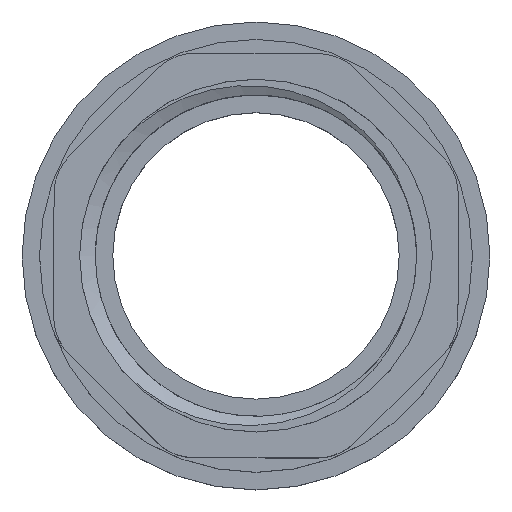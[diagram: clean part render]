
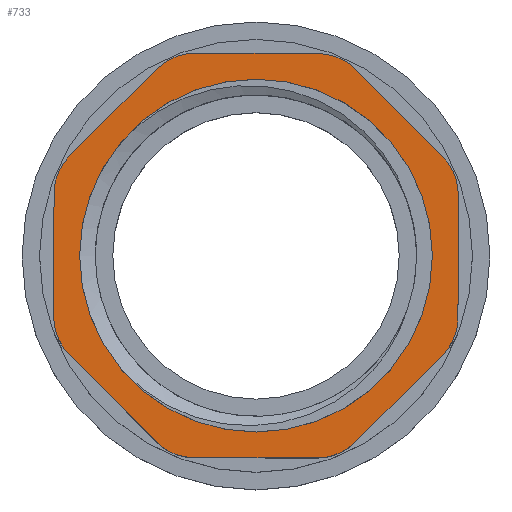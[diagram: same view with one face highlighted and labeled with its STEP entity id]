
A CAD part, top view. The second image highlights one B-rep face of the part: STEP entity #733.
In plain terms, the highlighted planar face has unit normal (0, 0, 1).
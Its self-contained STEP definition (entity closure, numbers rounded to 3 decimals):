
#20=FACE_BOUND('',#114,.T.);
#32=PLANE('',#816);
#69=FACE_OUTER_BOUND('',#113,.T.);
#113=EDGE_LOOP('',(#593,#594,#595,#596,#597,#598,#599,#600,#601,#602,#603,
#604,#605,#606,#607,#608));
#114=EDGE_LOOP('',(#609));
#157=CIRCLE('',#763,16.625);
#168=CIRCLE('',#787,5.);
#170=CIRCLE('',#791,5.);
#172=CIRCLE('',#795,5.);
#174=CIRCLE('',#799,5.);
#176=CIRCLE('',#803,5.);
#178=CIRCLE('',#807,5.);
#180=CIRCLE('',#811,5.);
#182=CIRCLE('',#815,5.);
#201=LINE('',#3046,#249);
#205=LINE('',#3058,#253);
#209=LINE('',#3070,#257);
#215=LINE('',#3085,#263);
#219=LINE('',#3097,#267);
#223=LINE('',#3109,#271);
#227=LINE('',#3121,#275);
#229=LINE('',#3129,#277);
#249=VECTOR('',#910,1.);
#253=VECTOR('',#922,1.);
#257=VECTOR('',#934,1.);
#263=VECTOR('',#948,1.);
#267=VECTOR('',#960,1.);
#271=VECTOR('',#972,1.);
#275=VECTOR('',#984,1.);
#277=VECTOR('',#994,1.);
#291=VERTEX_POINT('',#1722);
#321=VERTEX_POINT('',#3039);
#322=VERTEX_POINT('',#3041);
#323=VERTEX_POINT('',#3045);
#326=VERTEX_POINT('',#3053);
#327=VERTEX_POINT('',#3057);
#330=VERTEX_POINT('',#3065);
#331=VERTEX_POINT('',#3069);
#334=VERTEX_POINT('',#3077);
#336=VERTEX_POINT('',#3083);
#338=VERTEX_POINT('',#3089);
#340=VERTEX_POINT('',#3095);
#342=VERTEX_POINT('',#3101);
#344=VERTEX_POINT('',#3107);
#346=VERTEX_POINT('',#3113);
#348=VERTEX_POINT('',#3119);
#350=VERTEX_POINT('',#3125);
#367=EDGE_CURVE('',#291,#291,#157,.T.);
#407=EDGE_CURVE('',#322,#321,#168,.T.);
#409=EDGE_CURVE('',#321,#323,#201,.T.);
#414=EDGE_CURVE('',#323,#326,#170,.T.);
#415=EDGE_CURVE('',#326,#327,#205,.T.);
#420=EDGE_CURVE('',#327,#330,#172,.T.);
#421=EDGE_CURVE('',#330,#331,#209,.T.);
#426=EDGE_CURVE('',#331,#334,#174,.T.);
#429=EDGE_CURVE('',#334,#336,#215,.T.);
#432=EDGE_CURVE('',#336,#338,#176,.T.);
#435=EDGE_CURVE('',#338,#340,#219,.T.);
#438=EDGE_CURVE('',#340,#342,#178,.T.);
#441=EDGE_CURVE('',#342,#344,#223,.T.);
#444=EDGE_CURVE('',#344,#346,#180,.T.);
#447=EDGE_CURVE('',#346,#348,#227,.T.);
#450=EDGE_CURVE('',#348,#350,#182,.T.);
#451=EDGE_CURVE('',#350,#322,#229,.T.);
#593=ORIENTED_EDGE('',*,*,#447,.T.);
#594=ORIENTED_EDGE('',*,*,#450,.T.);
#595=ORIENTED_EDGE('',*,*,#451,.T.);
#596=ORIENTED_EDGE('',*,*,#407,.T.);
#597=ORIENTED_EDGE('',*,*,#409,.T.);
#598=ORIENTED_EDGE('',*,*,#414,.T.);
#599=ORIENTED_EDGE('',*,*,#415,.T.);
#600=ORIENTED_EDGE('',*,*,#420,.T.);
#601=ORIENTED_EDGE('',*,*,#421,.T.);
#602=ORIENTED_EDGE('',*,*,#426,.T.);
#603=ORIENTED_EDGE('',*,*,#429,.T.);
#604=ORIENTED_EDGE('',*,*,#432,.T.);
#605=ORIENTED_EDGE('',*,*,#435,.T.);
#606=ORIENTED_EDGE('',*,*,#438,.T.);
#607=ORIENTED_EDGE('',*,*,#441,.T.);
#608=ORIENTED_EDGE('',*,*,#444,.T.);
#609=ORIENTED_EDGE('',*,*,#367,.T.);
#733=ADVANCED_FACE('',(#69,#20),#32,.T.);
#763=AXIS2_PLACEMENT_3D('',#1723,#845,#846);
#787=AXIS2_PLACEMENT_3D('',#3042,#905,#906);
#791=AXIS2_PLACEMENT_3D('',#3055,#918,#919);
#795=AXIS2_PLACEMENT_3D('',#3067,#930,#931);
#799=AXIS2_PLACEMENT_3D('',#3079,#942,#943);
#803=AXIS2_PLACEMENT_3D('',#3091,#954,#955);
#807=AXIS2_PLACEMENT_3D('',#3103,#966,#967);
#811=AXIS2_PLACEMENT_3D('',#3115,#978,#979);
#815=AXIS2_PLACEMENT_3D('',#3127,#990,#991);
#816=AXIS2_PLACEMENT_3D('',#3128,#992,#993);
#845=DIRECTION('center_axis',(0.,0.,-1.));
#846=DIRECTION('ref_axis',(1.,0.,0.));
#905=DIRECTION('center_axis',(0.,0.,1.));
#906=DIRECTION('ref_axis',(0.,-1.,0.));
#910=DIRECTION('',(0.003,1.,0.));
#918=DIRECTION('center_axis',(0.,0.,1.));
#919=DIRECTION('ref_axis',(0.,-1.,0.));
#922=DIRECTION('',(-0.705,0.709,0.));
#930=DIRECTION('center_axis',(0.,0.,1.));
#931=DIRECTION('ref_axis',(0.,-1.,0.));
#934=DIRECTION('',(-1.,0.003,0.));
#942=DIRECTION('center_axis',(0.,0.,1.));
#943=DIRECTION('ref_axis',(0.,-1.,0.));
#948=DIRECTION('',(-0.709,-0.705,0.));
#954=DIRECTION('center_axis',(0.,0.,1.));
#955=DIRECTION('ref_axis',(0.,-1.,0.));
#960=DIRECTION('',(-0.003,-1.,0.));
#966=DIRECTION('center_axis',(0.,0.,1.));
#967=DIRECTION('ref_axis',(0.,-1.,0.));
#972=DIRECTION('',(0.705,-0.709,0.));
#978=DIRECTION('center_axis',(0.,0.,1.));
#979=DIRECTION('ref_axis',(0.,-1.,0.));
#984=DIRECTION('',(1.,-0.003,0.));
#990=DIRECTION('center_axis',(0.,0.,1.));
#991=DIRECTION('ref_axis',(0.,-1.,0.));
#992=DIRECTION('center_axis',(0.,0.,1.));
#993=DIRECTION('ref_axis',(0.,-1.,0.));
#994=DIRECTION('',(0.709,0.705,0.));
#1722=CARTESIAN_POINT('',(-16.625,0.,23.4));
#1723=CARTESIAN_POINT('Origin',(0.,0.,23.4));
#3039=CARTESIAN_POINT('',(19.035,-5.868,23.4));
#3041=CARTESIAN_POINT('',(17.562,-9.399,23.4));
#3042=CARTESIAN_POINT('Origin',(14.035,-5.855,23.4));
#3045=CARTESIAN_POINT('',(19.065,5.772,23.4));
#3046=CARTESIAN_POINT('',(19.03,-7.939,23.4));
#3053=CARTESIAN_POINT('',(17.609,9.311,23.4));
#3055=CARTESIAN_POINT('Origin',(14.065,5.784,23.4));
#3057=CARTESIAN_POINT('',(9.399,17.562,23.4));
#3058=CARTESIAN_POINT('',(19.07,7.843,23.4));
#3065=CARTESIAN_POINT('',(5.868,19.035,23.4));
#3067=CARTESIAN_POINT('Origin',(5.855,14.035,23.4));
#3069=CARTESIAN_POINT('',(-5.772,19.065,23.4));
#3070=CARTESIAN_POINT('',(7.939,19.03,23.4));
#3077=CARTESIAN_POINT('',(-9.311,17.609,23.4));
#3079=CARTESIAN_POINT('Origin',(-5.784,14.065,23.4));
#3083=CARTESIAN_POINT('',(-17.562,9.399,23.4));
#3085=CARTESIAN_POINT('',(-7.843,19.07,23.4));
#3089=CARTESIAN_POINT('',(-19.035,5.868,23.4));
#3091=CARTESIAN_POINT('Origin',(-14.035,5.855,23.4));
#3095=CARTESIAN_POINT('',(-19.065,-5.772,23.4));
#3097=CARTESIAN_POINT('',(-19.03,7.939,23.4));
#3101=CARTESIAN_POINT('',(-17.609,-9.311,23.4));
#3103=CARTESIAN_POINT('Origin',(-14.065,-5.784,23.4));
#3107=CARTESIAN_POINT('',(-9.399,-17.562,23.4));
#3109=CARTESIAN_POINT('',(-19.07,-7.843,23.4));
#3113=CARTESIAN_POINT('',(-5.868,-19.035,23.4));
#3115=CARTESIAN_POINT('Origin',(-5.855,-14.035,23.4));
#3119=CARTESIAN_POINT('',(5.772,-19.065,23.4));
#3121=CARTESIAN_POINT('',(-7.939,-19.03,23.4));
#3125=CARTESIAN_POINT('',(9.311,-17.609,23.4));
#3127=CARTESIAN_POINT('Origin',(5.784,-14.065,23.4));
#3128=CARTESIAN_POINT('Origin',(-19.05,0.,
23.4));
#3129=CARTESIAN_POINT('',(7.843,-19.07,23.4));
